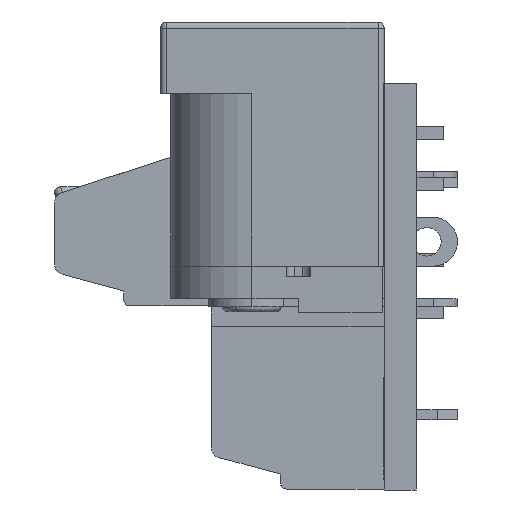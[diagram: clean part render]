
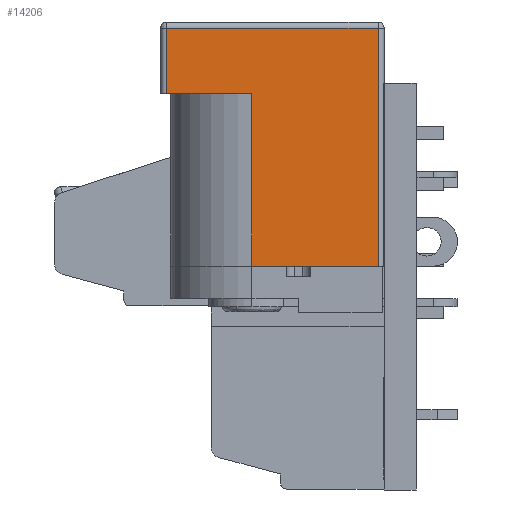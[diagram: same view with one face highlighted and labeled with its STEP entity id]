
A CAD part, left-side view. The second image highlights one B-rep face of the part: STEP entity #14206.
In plain terms, the highlighted planar face has unit normal (-1, 0, 0).
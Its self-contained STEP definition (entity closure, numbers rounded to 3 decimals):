
#643 = DIRECTION ( 'NONE',  ( 0., -1., 0. ) ) ;
#869 = LINE ( 'NONE', #9661, #16124 ) ;
#992 = ORIENTED_EDGE ( 'NONE', *, *, #4478, .F. ) ;
#1663 = EDGE_LOOP ( 'NONE', ( #992, #9343, #10072, #15915, #19818, #30711 ) ) ;
#2609 = VERTEX_POINT ( 'NONE', #11627 ) ;
#2792 = EDGE_CURVE ( 'NONE', #10661, #4619, #13984, .T. ) ;
#4478 = EDGE_CURVE ( 'NONE', #2609, #26572, #869, .T. ) ;
#4619 = VERTEX_POINT ( 'NONE', #24751 ) ;
#4636 = CARTESIAN_POINT ( 'NONE',  ( -4.5, 1., 22.062 ) ) ;
#5071 = CARTESIAN_POINT ( 'NONE',  ( -4.5, -5.5, 8.5 ) ) ;
#5315 = LINE ( 'NONE', #17758, #14977 ) ;
#5908 = DIRECTION ( 'NONE',  ( 0., 0., 1. ) ) ;
#6148 = FACE_OUTER_BOUND ( 'NONE', #1663, .T. ) ;
#6887 = VECTOR ( 'NONE', #11805, 1000. ) ;
#7473 = CARTESIAN_POINT ( 'NONE',  ( -4.5, 5.5, 11.7 ) ) ;
#9343 = ORIENTED_EDGE ( 'NONE', *, *, #22643, .F. ) ;
#9661 = CARTESIAN_POINT ( 'NONE',  ( -4.5, -5.2, 12. ) ) ;
#9762 = CARTESIAN_POINT ( 'NONE',  ( -4.5, -5.5, 0. ) ) ;
#10072 = ORIENTED_EDGE ( 'NONE', *, *, #26884, .F. ) ;
#10659 = DIRECTION ( 'NONE',  ( 1., 0., 0. ) ) ;
#10661 = VERTEX_POINT ( 'NONE', #28275 ) ;
#11190 = DIRECTION ( 'NONE',  ( 0., 0., -1. ) ) ;
#11627 = CARTESIAN_POINT ( 'NONE',  ( -4.5, -5.2, 11.7 ) ) ;
#11805 = DIRECTION ( 'NONE',  ( 0., 0., -1. ) ) ;
#12293 = VECTOR ( 'NONE', #643, 1000. ) ;
#13984 = LINE ( 'NONE', #4636, #6887 ) ;
#14206 = ADVANCED_FACE ( 'NONE', ( #6148 ), #20038, .F. ) ;
#14541 = DIRECTION ( 'NONE',  ( 0., -1., 0. ) ) ;
#14977 = VECTOR ( 'NONE', #5908, 1000. ) ;
#15374 = LINE ( 'NONE', #5071, #23947 ) ;
#15787 = CARTESIAN_POINT ( 'NONE',  ( -4.5, 5.2, 11.7 ) ) ;
#15915 = ORIENTED_EDGE ( 'NONE', *, *, #21253, .T. ) ;
#16124 = VECTOR ( 'NONE', #16855, 1000. ) ;
#16714 = VERTEX_POINT ( 'NONE', #15787 ) ;
#16839 = CARTESIAN_POINT ( 'NONE',  ( -4.5, 5.2, 8.5 ) ) ;
#16855 = DIRECTION ( 'NONE',  ( 0., 0., -1. ) ) ;
#16954 = DIRECTION ( 'NONE',  ( 0., -1., 0. ) ) ;
#17758 = CARTESIAN_POINT ( 'NONE',  ( -4.5, 5.2, 12. ) ) ;
#18041 = EDGE_CURVE ( 'NONE', #4619, #26572, #21952, .T. ) ;
#19818 = ORIENTED_EDGE ( 'NONE', *, *, #2792, .T. ) ;
#20038 = PLANE ( 'NONE',  #24011 ) ;
#20874 = VECTOR ( 'NONE', #16954, 1000. ) ;
#21253 = EDGE_CURVE ( 'NONE', #26770, #10661, #15374, .T. ) ;
#21952 = LINE ( 'NONE', #9762, #12293 ) ;
#22643 = EDGE_CURVE ( 'NONE', #16714, #2609, #23474, .T. ) ;
#23152 = CARTESIAN_POINT ( 'NONE',  ( -4.5, 5.5, 12. ) ) ;
#23474 = LINE ( 'NONE', #7473, #20874 ) ;
#23947 = VECTOR ( 'NONE', #14541, 1000. ) ;
#24011 = AXIS2_PLACEMENT_3D ( 'NONE', #23152, #10659, #11190 ) ;
#24751 = CARTESIAN_POINT ( 'NONE',  ( -4.5, 1., 0. ) ) ;
#26103 = CARTESIAN_POINT ( 'NONE',  ( -4.5, -5.2, 0. ) ) ;
#26572 = VERTEX_POINT ( 'NONE', #26103 ) ;
#26770 = VERTEX_POINT ( 'NONE', #16839 ) ;
#26884 = EDGE_CURVE ( 'NONE', #26770, #16714, #5315, .T. ) ;
#28275 = CARTESIAN_POINT ( 'NONE',  ( -4.5, 1., 8.5 ) ) ;
#30711 = ORIENTED_EDGE ( 'NONE', *, *, #18041, .T. ) ;
